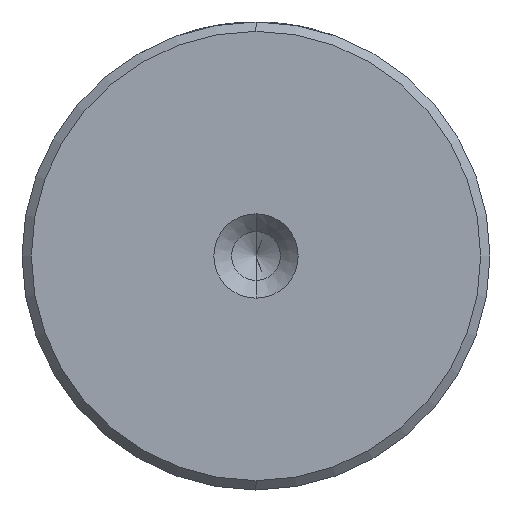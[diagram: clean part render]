
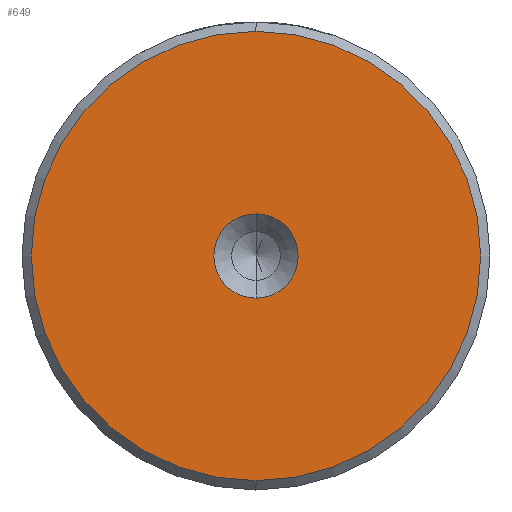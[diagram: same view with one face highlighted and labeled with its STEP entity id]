
A CAD part, left-side view. The second image highlights one B-rep face of the part: STEP entity #649.
In plain terms, the highlighted planar face has unit normal (-1, 0, 0).
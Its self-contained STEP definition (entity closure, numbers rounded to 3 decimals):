
#41 = EDGE_CURVE ( 'NONE', #453, #915, #2359, .T. ) ;
#96 = DIRECTION ( 'NONE',  ( 0., 0., 1. ) ) ;
#132 = DIRECTION ( 'NONE',  ( 0., 0., 1. ) ) ;
#193 = DIRECTION ( 'NONE',  ( 0., 0., 1. ) ) ;
#198 = CARTESIAN_POINT ( 'NONE',  ( 0., 0., 0. ) ) ;
#289 = EDGE_LOOP ( 'NONE', ( #331, #294 ) ) ;
#294 = ORIENTED_EDGE ( 'NONE', *, *, #1611, .F. ) ;
#312 = AXIS2_PLACEMENT_3D ( 'NONE', #1118, #1334, #96 ) ;
#331 = ORIENTED_EDGE ( 'NONE', *, *, #774, .F. ) ;
#404 = VERTEX_POINT ( 'NONE', #738 ) ;
#453 = VERTEX_POINT ( 'NONE', #1828 ) ;
#468 = CARTESIAN_POINT ( 'NONE',  ( 0., 0., 0. ) ) ;
#488 = ORIENTED_EDGE ( 'NONE', *, *, #41, .T. ) ;
#649 = ADVANCED_FACE ( 'NONE', ( #1441, #914 ), #1108, .T. ) ;
#671 = DIRECTION ( 'NONE',  ( 0., 0., 1. ) ) ;
#738 = CARTESIAN_POINT ( 'NONE',  ( 0., 0., 2.25 ) ) ;
#774 = EDGE_CURVE ( 'NONE', #404, #995, #2363, .T. ) ;
#788 = CIRCLE ( 'NONE', #2010, 12. ) ;
#914 = FACE_BOUND ( 'NONE', #289, .T. ) ;
#915 = VERTEX_POINT ( 'NONE', #1563 ) ;
#991 = AXIS2_PLACEMENT_3D ( 'NONE', #468, #1904, #671 ) ;
#995 = VERTEX_POINT ( 'NONE', #2614 ) ;
#1102 = EDGE_LOOP ( 'NONE', ( #1364, #488 ) ) ;
#1108 = PLANE ( 'NONE',  #312 ) ;
#1118 = CARTESIAN_POINT ( 'NONE',  ( 0., 0., 0. ) ) ;
#1220 = CARTESIAN_POINT ( 'NONE',  ( 0., 0., 0. ) ) ;
#1334 = DIRECTION ( 'NONE',  ( -1., 0., 0. ) ) ;
#1364 = ORIENTED_EDGE ( 'NONE', *, *, #2543, .T. ) ;
#1426 = DIRECTION ( 'NONE',  ( -1., 0., 0. ) ) ;
#1428 = DIRECTION ( 'NONE',  ( 0., 0., 1. ) ) ;
#1441 = FACE_OUTER_BOUND ( 'NONE', #1102, .T. ) ;
#1563 = CARTESIAN_POINT ( 'NONE',  ( 0., 0., -12. ) ) ;
#1611 = EDGE_CURVE ( 'NONE', #995, #404, #1792, .T. ) ;
#1792 = CIRCLE ( 'NONE', #1953, 2.25 ) ;
#1828 = CARTESIAN_POINT ( 'NONE',  ( 0., 0., 12. ) ) ;
#1904 = DIRECTION ( 'NONE',  ( -1., 0., 0. ) ) ;
#1953 = AXIS2_PLACEMENT_3D ( 'NONE', #1220, #2657, #1428 ) ;
#2010 = AXIS2_PLACEMENT_3D ( 'NONE', #2656, #1426, #193 ) ;
#2018 = AXIS2_PLACEMENT_3D ( 'NONE', #198, #2186, #132 ) ;
#2186 = DIRECTION ( 'NONE',  ( -1., 0., 0. ) ) ;
#2359 = CIRCLE ( 'NONE', #2018, 12. ) ;
#2363 = CIRCLE ( 'NONE', #991, 2.25 ) ;
#2543 = EDGE_CURVE ( 'NONE', #915, #453, #788, .T. ) ;
#2614 = CARTESIAN_POINT ( 'NONE',  ( 0., 0., -2.25 ) ) ;
#2656 = CARTESIAN_POINT ( 'NONE',  ( 0., 0., 0. ) ) ;
#2657 = DIRECTION ( 'NONE',  ( -1., 0., 0. ) ) ;
